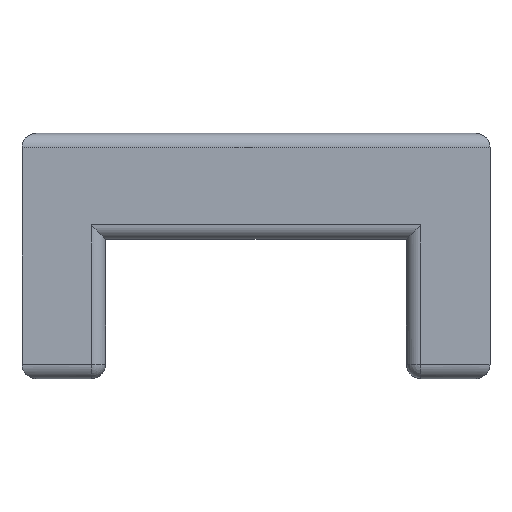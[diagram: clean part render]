
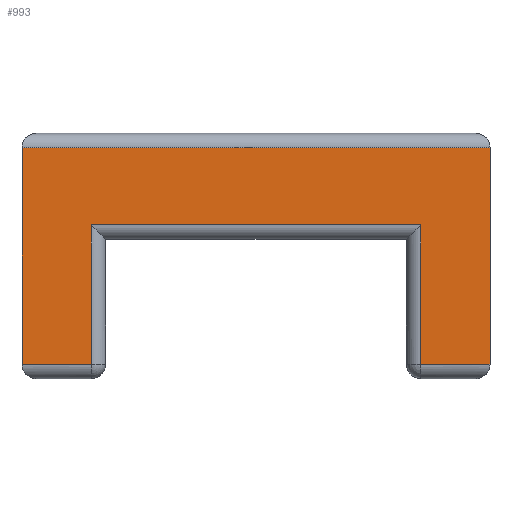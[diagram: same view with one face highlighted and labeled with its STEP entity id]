
A CAD part, front view. The second image highlights one B-rep face of the part: STEP entity #993.
In plain terms, the highlighted planar face has unit normal (0, -1, 0).
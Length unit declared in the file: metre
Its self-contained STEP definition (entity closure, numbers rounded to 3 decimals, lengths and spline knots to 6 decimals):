
#138=ORIENTED_EDGE('',*,*,#430,.T.);
#139=ORIENTED_EDGE('',*,*,#431,.T.);
#140=ORIENTED_EDGE('',*,*,#432,.F.);
#141=ORIENTED_EDGE('',*,*,#433,.T.);
#142=ORIENTED_EDGE('',*,*,#434,.T.);
#143=ORIENTED_EDGE('',*,*,#435,.T.);
#144=ORIENTED_EDGE('',*,*,#436,.T.);
#145=ORIENTED_EDGE('',*,*,#437,.T.);
#430=EDGE_CURVE('',#576,#577,#660,.T.);
#431=EDGE_CURVE('',#577,#578,#661,.F.);
#432=EDGE_CURVE('',#579,#578,#662,.T.);
#433=EDGE_CURVE('',#579,#580,#663,.T.);
#434=EDGE_CURVE('',#580,#581,#664,.T.);
#435=EDGE_CURVE('',#581,#582,#665,.T.);
#436=EDGE_CURVE('',#582,#583,#666,.F.);
#437=EDGE_CURVE('',#583,#576,#667,.T.);
#576=VERTEX_POINT('',#1587);
#577=VERTEX_POINT('',#1588);
#578=VERTEX_POINT('',#1590);
#579=VERTEX_POINT('',#1592);
#580=VERTEX_POINT('',#1594);
#581=VERTEX_POINT('',#1596);
#582=VERTEX_POINT('',#1598);
#583=VERTEX_POINT('',#1600);
#660=LINE('',#1586,#736);
#661=LINE('',#1589,#737);
#662=LINE('',#1591,#738);
#663=LINE('',#1593,#739);
#664=LINE('',#1595,#740);
#665=LINE('',#1597,#741);
#666=LINE('',#1599,#742);
#667=LINE('',#1601,#743);
#736=VECTOR('',#1227,1.);
#737=VECTOR('',#1228,1.);
#738=VECTOR('',#1229,1.);
#739=VECTOR('',#1230,1.);
#740=VECTOR('',#1231,1.);
#741=VECTOR('',#1232,1.);
#742=VECTOR('',#1233,1.);
#743=VECTOR('',#1234,1.);
#809=EDGE_LOOP('',(#138,#139,#140,#141,#142,#143,#144,#145));
#891=FACE_BOUND('',#809,.T.);
#973=PLANE('',#1078);
#993=ADVANCED_FACE('',(#891),#973,.T.);
#1078=AXIS2_PLACEMENT_3D('',#1585,#1225,#1226);
#1225=DIRECTION('',(0.,-1.,0.));
#1226=DIRECTION('',(-1.,0.,0.));
#1227=DIRECTION('',(0.,0.,1.));
#1228=DIRECTION('',(1.,0.,0.));
#1229=DIRECTION('',(0.,0.,1.));
#1230=DIRECTION('',(1.,0.,0.));
#1231=DIRECTION('',(0.,0.,1.));
#1232=DIRECTION('',(1.,0.,0.));
#1233=DIRECTION('',(0.,0.,1.));
#1234=DIRECTION('',(1.,0.,0.));
#1585=CARTESIAN_POINT('',(-0.053342,0.088621,0.031382));
#1586=CARTESIAN_POINT('',(0.05334,0.088621,0.031382));
#1587=CARTESIAN_POINT('',(0.05334,0.088621,0.006707));
#1588=CARTESIAN_POINT('',(0.05334,0.088621,0.056058));
#1589=CARTESIAN_POINT('',(-0.053342,0.088621,0.056058));
#1590=CARTESIAN_POINT('',(-0.05334,0.088621,0.056058));
#1591=CARTESIAN_POINT('',(-0.05334,0.088621,0.031382));
#1592=CARTESIAN_POINT('',(-0.05334,0.088621,0.006707));
#1593=CARTESIAN_POINT('',(-0.053342,0.088621,0.006707));
#1594=CARTESIAN_POINT('',(-0.037592,0.088621,0.006707));
#1595=CARTESIAN_POINT('',(-0.037592,0.088621,0.035155));
#1596=CARTESIAN_POINT('',(-0.037592,0.088621,0.038457));
#1597=CARTESIAN_POINT('',(0.03429,0.088621,0.038457));
#1598=CARTESIAN_POINT('',(0.037592,0.088621,0.038457));
#1599=CARTESIAN_POINT('',(0.037592,0.088621,0.031382));
#1600=CARTESIAN_POINT('',(0.037592,0.088621,0.006707));
#1601=CARTESIAN_POINT('',(-0.053342,0.088621,0.006707));
